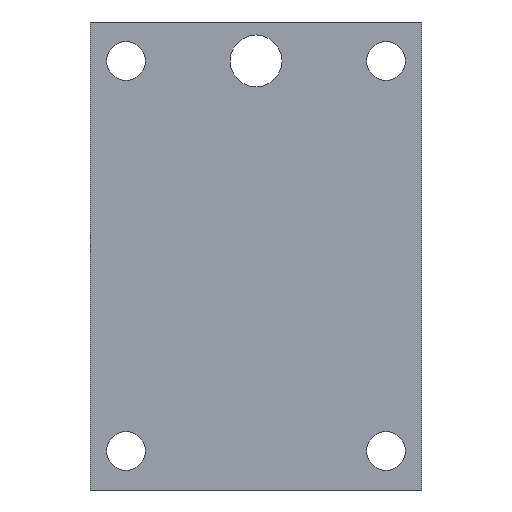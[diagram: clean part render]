
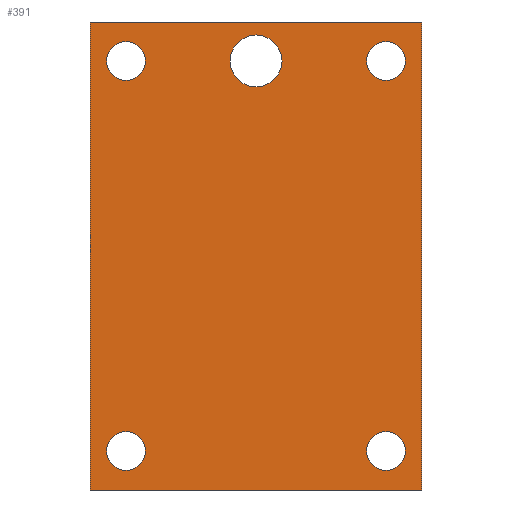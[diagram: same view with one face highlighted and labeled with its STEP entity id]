
A CAD part, front view. The second image highlights one B-rep face of the part: STEP entity #391.
In plain terms, the highlighted planar face has unit normal (0, -1, 0).
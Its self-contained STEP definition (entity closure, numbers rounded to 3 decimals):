
#30=FACE_BOUND('',#74,.T.);
#31=FACE_BOUND('',#75,.T.);
#32=FACE_BOUND('',#76,.T.);
#33=FACE_BOUND('',#77,.T.);
#34=FACE_BOUND('',#78,.T.);
#42=CIRCLE('',#427,1.5);
#43=CIRCLE('',#428,1.5);
#44=CIRCLE('',#429,2.);
#45=CIRCLE('',#430,1.5);
#46=CIRCLE('',#431,1.5);
#52=FACE_OUTER_BOUND('',#73,.T.);
#73=EDGE_LOOP('',(#273,#274,#275,#276));
#74=EDGE_LOOP('',(#277));
#75=EDGE_LOOP('',(#278));
#76=EDGE_LOOP('',(#279));
#77=EDGE_LOOP('',(#280));
#78=EDGE_LOOP('',(#281));
#106=LINE('',#566,#147);
#107=LINE('',#568,#148);
#108=LINE('',#570,#149);
#109=LINE('',#571,#150);
#147=VECTOR('',#461,25.5);
#148=VECTOR('',#462,36.);
#149=VECTOR('',#463,25.5);
#150=VECTOR('',#464,36.);
#188=VERTEX_POINT('',#564);
#189=VERTEX_POINT('',#565);
#190=VERTEX_POINT('',#567);
#191=VERTEX_POINT('',#569);
#192=VERTEX_POINT('',#572);
#193=VERTEX_POINT('',#574);
#194=VERTEX_POINT('',#576);
#195=VERTEX_POINT('',#578);
#196=VERTEX_POINT('',#580);
#222=EDGE_CURVE('',#188,#189,#106,.T.);
#223=EDGE_CURVE('',#190,#188,#107,.T.);
#224=EDGE_CURVE('',#191,#190,#108,.T.);
#225=EDGE_CURVE('',#189,#191,#109,.T.);
#226=EDGE_CURVE('',#192,#192,#42,.T.);
#227=EDGE_CURVE('',#193,#193,#43,.T.);
#228=EDGE_CURVE('',#194,#194,#44,.T.);
#229=EDGE_CURVE('',#195,#195,#45,.T.);
#230=EDGE_CURVE('',#196,#196,#46,.T.);
#273=ORIENTED_EDGE('',*,*,#222,.F.);
#274=ORIENTED_EDGE('',*,*,#223,.F.);
#275=ORIENTED_EDGE('',*,*,#224,.F.);
#276=ORIENTED_EDGE('',*,*,#225,.F.);
#277=ORIENTED_EDGE('',*,*,#226,.F.);
#278=ORIENTED_EDGE('',*,*,#227,.F.);
#279=ORIENTED_EDGE('',*,*,#228,.F.);
#280=ORIENTED_EDGE('',*,*,#229,.F.);
#281=ORIENTED_EDGE('',*,*,#230,.F.);
#375=PLANE('',#426);
#391=ADVANCED_FACE('',(#52,#30,#31,#32,#33,#34),#375,.F.);
#426=AXIS2_PLACEMENT_3D('',#563,#459,#460);
#427=AXIS2_PLACEMENT_3D('',#573,#465,#466);
#428=AXIS2_PLACEMENT_3D('',#575,#467,#468);
#429=AXIS2_PLACEMENT_3D('',#577,#469,#470);
#430=AXIS2_PLACEMENT_3D('',#579,#471,#472);
#431=AXIS2_PLACEMENT_3D('',#581,#473,#474);
#459=DIRECTION('center_axis',(0.,1.,0.));
#460=DIRECTION('ref_axis',(1.,0.,0.));
#461=DIRECTION('',(-1.,0.,0.));
#462=DIRECTION('',(0.,0.,-1.));
#463=DIRECTION('',(1.,0.,0.));
#464=DIRECTION('',(0.,0.,1.));
#465=DIRECTION('center_axis',(0.,-1.,0.));
#466=DIRECTION('ref_axis',(1.,0.,0.));
#467=DIRECTION('center_axis',(0.,-1.,0.));
#468=DIRECTION('ref_axis',(1.,0.,0.));
#469=DIRECTION('center_axis',(0.,-1.,0.));
#470=DIRECTION('ref_axis',(1.,0.,0.));
#471=DIRECTION('center_axis',(0.,-1.,0.));
#472=DIRECTION('ref_axis',(1.,0.,0.));
#473=DIRECTION('center_axis',(0.,-1.,0.));
#474=DIRECTION('ref_axis',(1.,0.,0.));
#563=CARTESIAN_POINT('Origin',(0.,0.,0.));
#564=CARTESIAN_POINT('',(12.75,0.,-18.));
#565=CARTESIAN_POINT('',(-12.75,0.,-18.));
#566=CARTESIAN_POINT('',(12.75,0.,-18.));
#567=CARTESIAN_POINT('',(12.75,0.,18.));
#568=CARTESIAN_POINT('',(12.75,0.,18.));
#569=CARTESIAN_POINT('',(-12.75,0.,18.));
#570=CARTESIAN_POINT('',(-12.75,0.,18.));
#571=CARTESIAN_POINT('',(-12.75,0.,-18.));
#572=CARTESIAN_POINT('',(8.5,0.,15.));
#573=CARTESIAN_POINT('Origin',(10.,0.,15.));
#574=CARTESIAN_POINT('',(-11.5,0.,15.));
#575=CARTESIAN_POINT('Origin',(-10.,0.,15.));
#576=CARTESIAN_POINT('',(-2.,0.,15.));
#577=CARTESIAN_POINT('Origin',(0.,0.,15.));
#578=CARTESIAN_POINT('',(8.5,0.,-15.));
#579=CARTESIAN_POINT('Origin',(10.,0.,-15.));
#580=CARTESIAN_POINT('',(-11.5,0.,-15.));
#581=CARTESIAN_POINT('Origin',(-10.,0.,-15.));
